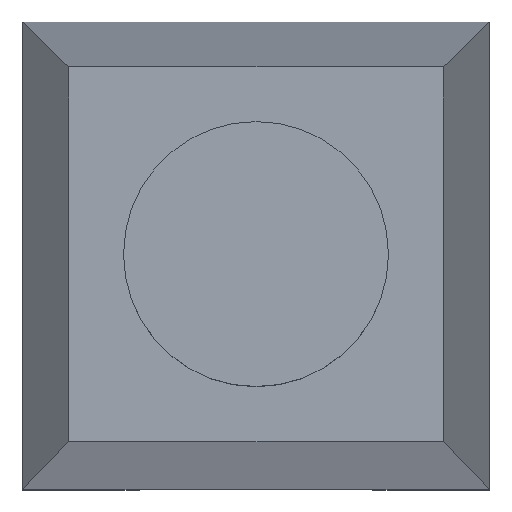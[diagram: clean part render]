
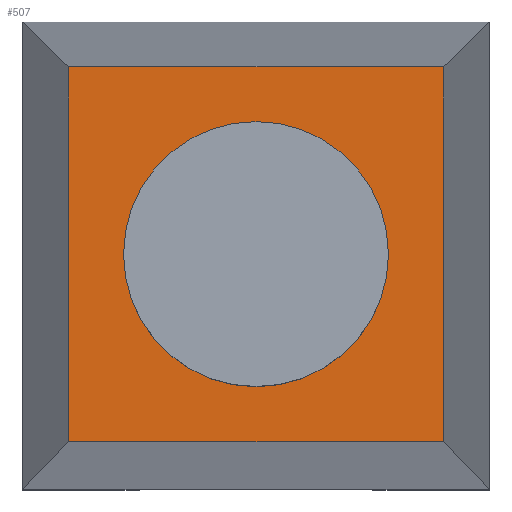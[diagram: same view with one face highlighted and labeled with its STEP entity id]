
A CAD part, top view. The second image highlights one B-rep face of the part: STEP entity #507.
In plain terms, the highlighted planar face has unit normal (0, 0, 1).
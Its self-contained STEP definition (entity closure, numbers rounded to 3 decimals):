
#32 = B_SPLINE_SURFACE_WITH_KNOTS('',1,1,(
    (#33,#34)
    ,(#35,#36
    )),.UNSPECIFIED.,.F.,.F.,.F.,(2,2),(2,2),(0.,0.049),(0.
    ,1.),.PIECEWISE_BEZIER_KNOTS.);
#33 = CARTESIAN_POINT('',(0.025,0.025,
    0.025));
#34 = CARTESIAN_POINT('',(0.02,0.02,
    0.117));
#35 = CARTESIAN_POINT('',(-0.025,0.025,
    0.025));
#36 = CARTESIAN_POINT('',(-0.02,0.02,
    0.117));
#113 = VERTEX_POINT('',#114);
#114 = CARTESIAN_POINT('',(-0.02,0.02,
    0.117));
#127 = B_SPLINE_SURFACE_WITH_KNOTS('',1,1,(
    (#128,#129)
    ,(#130,#131
    )),.UNSPECIFIED.,.F.,.F.,.F.,(2,2),(2,2),(0.,0.049),(0.
    ,1.),.PIECEWISE_BEZIER_KNOTS.);
#128 = CARTESIAN_POINT('',(-0.025,0.025,
    0.025));
#129 = CARTESIAN_POINT('',(-0.02,0.02,
    0.117));
#130 = CARTESIAN_POINT('',(-0.025,-0.025,
    0.025));
#131 = CARTESIAN_POINT('',(-0.02,-0.02,
    0.117));
#139 = EDGE_CURVE('',#140,#113,#142,.T.);
#140 = VERTEX_POINT('',#141);
#141 = CARTESIAN_POINT('',(0.02,0.02,
    0.117));
#142 = SURFACE_CURVE('',#143,(#147,#153),.PCURVE_S1.);
#143 = LINE('',#144,#145);
#144 = CARTESIAN_POINT('',(0.02,0.02,
    0.117));
#145 = VECTOR('',#146,1.);
#146 = DIRECTION('',(-1.,0.,0.));
#147 = PCURVE('',#32,#148);
#148 = DEFINITIONAL_REPRESENTATION('',(#149),#152);
#149 = B_SPLINE_CURVE_WITH_KNOTS('',1,(#150,#151),.UNSPECIFIED.,.F.,.F.,
  (2,2),(0.,0.039),.PIECEWISE_BEZIER_KNOTS.);
#150 = CARTESIAN_POINT('',(0.,1.));
#151 = CARTESIAN_POINT('',(0.049,1.));
#152 = ( GEOMETRIC_REPRESENTATION_CONTEXT(2) 
PARAMETRIC_REPRESENTATION_CONTEXT() REPRESENTATION_CONTEXT('2D SPACE',''
  ) );
#153 = PCURVE('',#154,#159);
#154 = PLANE('',#155);
#155 = AXIS2_PLACEMENT_3D('',#156,#157,#158);
#156 = CARTESIAN_POINT('',(0.02,0.02,
    0.117));
#157 = DIRECTION('',(-0.,0.,-1.));
#158 = DIRECTION('',(-0.707,-0.707,0.));
#159 = DEFINITIONAL_REPRESENTATION('',(#160),#164);
#160 = LINE('',#161,#162);
#161 = CARTESIAN_POINT('',(0.,0.));
#162 = VECTOR('',#163,1.);
#163 = DIRECTION('',(0.707,0.707));
#164 = ( GEOMETRIC_REPRESENTATION_CONTEXT(2) 
PARAMETRIC_REPRESENTATION_CONTEXT() REPRESENTATION_CONTEXT('2D SPACE',''
  ) );
#179 = B_SPLINE_SURFACE_WITH_KNOTS('',1,1,(
    (#180,#181)
    ,(#182,#183
    )),.UNSPECIFIED.,.F.,.F.,.F.,(2,2),(2,2),(0.,0.049),(0.
    ,1.),.PIECEWISE_BEZIER_KNOTS.);
#180 = CARTESIAN_POINT('',(0.025,-0.025,
    0.025));
#181 = CARTESIAN_POINT('',(0.02,-0.02,
    0.117));
#182 = CARTESIAN_POINT('',(0.025,0.025,
    0.025));
#183 = CARTESIAN_POINT('',(0.02,0.02,
    0.117));
#320 = B_SPLINE_SURFACE_WITH_KNOTS('',1,1,(
    (#321,#322)
    ,(#323,#324
    )),.UNSPECIFIED.,.F.,.F.,.F.,(2,2),(2,2),(0.,0.049),(0.
    ,1.),.PIECEWISE_BEZIER_KNOTS.);
#321 = CARTESIAN_POINT('',(-0.025,-0.025,
    0.025));
#322 = CARTESIAN_POINT('',(-0.02,-0.02,
    0.117));
#323 = CARTESIAN_POINT('',(0.025,-0.025,
    0.025));
#324 = CARTESIAN_POINT('',(0.02,-0.02,
    0.117));
#466 = VERTEX_POINT('',#467);
#467 = CARTESIAN_POINT('',(-0.02,-0.02,
    0.117));
#487 = EDGE_CURVE('',#113,#466,#488,.T.);
#488 = SURFACE_CURVE('',#489,(#493,#499),.PCURVE_S1.);
#489 = LINE('',#490,#491);
#490 = CARTESIAN_POINT('',(-0.02,0.02,
    0.117));
#491 = VECTOR('',#492,1.);
#492 = DIRECTION('',(0.,-1.,0.));
#493 = PCURVE('',#127,#494);
#494 = DEFINITIONAL_REPRESENTATION('',(#495),#498);
#495 = B_SPLINE_CURVE_WITH_KNOTS('',1,(#496,#497),.UNSPECIFIED.,.F.,.F.,
  (2,2),(0.,0.039),.PIECEWISE_BEZIER_KNOTS.);
#496 = CARTESIAN_POINT('',(0.,1.));
#497 = CARTESIAN_POINT('',(0.049,1.));
#498 = ( GEOMETRIC_REPRESENTATION_CONTEXT(2) 
PARAMETRIC_REPRESENTATION_CONTEXT() REPRESENTATION_CONTEXT('2D SPACE',''
  ) );
#499 = PCURVE('',#154,#500);
#500 = DEFINITIONAL_REPRESENTATION('',(#501),#505);
#501 = LINE('',#502,#503);
#502 = CARTESIAN_POINT('',(0.028,0.028));
#503 = VECTOR('',#504,1.);
#504 = DIRECTION('',(0.707,-0.707));
#505 = ( GEOMETRIC_REPRESENTATION_CONTEXT(2) 
PARAMETRIC_REPRESENTATION_CONTEXT() REPRESENTATION_CONTEXT('2D SPACE',''
  ) );
#507 = ADVANCED_FACE('',(#508,#554),#154,.F.);
#508 = FACE_BOUND('',#509,.F.);
#509 = EDGE_LOOP('',(#510,#511,#533,#553));
#510 = ORIENTED_EDGE('',*,*,#139,.F.);
#511 = ORIENTED_EDGE('',*,*,#512,.F.);
#512 = EDGE_CURVE('',#513,#140,#515,.T.);
#513 = VERTEX_POINT('',#514);
#514 = CARTESIAN_POINT('',(0.02,-0.02,
    0.117));
#515 = SURFACE_CURVE('',#516,(#520,#527),.PCURVE_S1.);
#516 = LINE('',#517,#518);
#517 = CARTESIAN_POINT('',(0.02,-0.02,
    0.117));
#518 = VECTOR('',#519,1.);
#519 = DIRECTION('',(0.,1.,0.));
#520 = PCURVE('',#154,#521);
#521 = DEFINITIONAL_REPRESENTATION('',(#522),#526);
#522 = LINE('',#523,#524);
#523 = CARTESIAN_POINT('',(0.028,-0.028));
#524 = VECTOR('',#525,1.);
#525 = DIRECTION('',(-0.707,0.707));
#526 = ( GEOMETRIC_REPRESENTATION_CONTEXT(2) 
PARAMETRIC_REPRESENTATION_CONTEXT() REPRESENTATION_CONTEXT('2D SPACE',''
  ) );
#527 = PCURVE('',#179,#528);
#528 = DEFINITIONAL_REPRESENTATION('',(#529),#532);
#529 = B_SPLINE_CURVE_WITH_KNOTS('',1,(#530,#531),.UNSPECIFIED.,.F.,.F.,
  (2,2),(0.,0.039),.PIECEWISE_BEZIER_KNOTS.);
#530 = CARTESIAN_POINT('',(0.,1.));
#531 = CARTESIAN_POINT('',(0.049,1.));
#532 = ( GEOMETRIC_REPRESENTATION_CONTEXT(2) 
PARAMETRIC_REPRESENTATION_CONTEXT() REPRESENTATION_CONTEXT('2D SPACE',''
  ) );
#533 = ORIENTED_EDGE('',*,*,#534,.F.);
#534 = EDGE_CURVE('',#466,#513,#535,.T.);
#535 = SURFACE_CURVE('',#536,(#540,#547),.PCURVE_S1.);
#536 = LINE('',#537,#538);
#537 = CARTESIAN_POINT('',(-0.02,-0.02,
    0.117));
#538 = VECTOR('',#539,1.);
#539 = DIRECTION('',(1.,0.,0.));
#540 = PCURVE('',#154,#541);
#541 = DEFINITIONAL_REPRESENTATION('',(#542),#546);
#542 = LINE('',#543,#544);
#543 = CARTESIAN_POINT('',(0.056,0.));
#544 = VECTOR('',#545,1.);
#545 = DIRECTION('',(-0.707,-0.707));
#546 = ( GEOMETRIC_REPRESENTATION_CONTEXT(2) 
PARAMETRIC_REPRESENTATION_CONTEXT() REPRESENTATION_CONTEXT('2D SPACE',''
  ) );
#547 = PCURVE('',#320,#548);
#548 = DEFINITIONAL_REPRESENTATION('',(#549),#552);
#549 = B_SPLINE_CURVE_WITH_KNOTS('',1,(#550,#551),.UNSPECIFIED.,.F.,.F.,
  (2,2),(0.,0.039),.PIECEWISE_BEZIER_KNOTS.);
#550 = CARTESIAN_POINT('',(0.,1.));
#551 = CARTESIAN_POINT('',(0.049,1.));
#552 = ( GEOMETRIC_REPRESENTATION_CONTEXT(2) 
PARAMETRIC_REPRESENTATION_CONTEXT() REPRESENTATION_CONTEXT('2D SPACE',''
  ) );
#553 = ORIENTED_EDGE('',*,*,#487,.F.);
#554 = FACE_BOUND('',#555,.F.);
#555 = EDGE_LOOP('',(#556));
#556 = ORIENTED_EDGE('',*,*,#557,.T.);
#557 = EDGE_CURVE('',#558,#558,#560,.T.);
#558 = VERTEX_POINT('',#559);
#559 = CARTESIAN_POINT('',(0.014,0.,
    0.117));
#560 = SURFACE_CURVE('',#561,(#566,#577),.PCURVE_S1.);
#561 = CIRCLE('',#562,0.014);
#562 = AXIS2_PLACEMENT_3D('',#563,#564,#565);
#563 = CARTESIAN_POINT('',(0.,0.,0.117));
#564 = DIRECTION('',(0.,0.,1.));
#565 = DIRECTION('',(1.,0.,0.));
#566 = PCURVE('',#154,#567);
#567 = DEFINITIONAL_REPRESENTATION('',(#568),#576);
#568 = ( BOUNDED_CURVE() B_SPLINE_CURVE(2,(#569,#570,#571,#572,#573,#574
,#575),.UNSPECIFIED.,.T.,.F.) B_SPLINE_CURVE_WITH_KNOTS((1,2,2,2,2,1),(
    -2.094,0.,2.094,4.189,6.283,
8.378),.UNSPECIFIED.) CURVE() GEOMETRIC_REPRESENTATION_ITEM() 
RATIONAL_B_SPLINE_CURVE((1.,0.5,1.,0.5,1.,0.5,1.)) REPRESENTATION_ITEM(
  '') );
#569 = CARTESIAN_POINT('',(0.018,-0.01));
#570 = CARTESIAN_POINT('',(0.001,0.007));
#571 = CARTESIAN_POINT('',(0.024,0.013));
#572 = CARTESIAN_POINT('',(0.048,0.02));
#573 = CARTESIAN_POINT('',(0.041,-0.004));
#574 = CARTESIAN_POINT('',(0.035,-0.027));
#575 = CARTESIAN_POINT('',(0.018,-0.01));
#576 = ( GEOMETRIC_REPRESENTATION_CONTEXT(2) 
PARAMETRIC_REPRESENTATION_CONTEXT() REPRESENTATION_CONTEXT('2D SPACE',''
  ) );
#577 = PCURVE('',#578,#583);
#578 = CYLINDRICAL_SURFACE('',#579,0.014);
#579 = AXIS2_PLACEMENT_3D('',#580,#581,#582);
#580 = CARTESIAN_POINT('',(0.,0.,0.117));
#581 = DIRECTION('',(-0.,-0.,-1.));
#582 = DIRECTION('',(1.,0.,0.));
#583 = DEFINITIONAL_REPRESENTATION('',(#584),#588);
#584 = LINE('',#585,#586);
#585 = CARTESIAN_POINT('',(-0.,0.));
#586 = VECTOR('',#587,1.);
#587 = DIRECTION('',(-1.,0.));
#588 = ( GEOMETRIC_REPRESENTATION_CONTEXT(2) 
PARAMETRIC_REPRESENTATION_CONTEXT() REPRESENTATION_CONTEXT('2D SPACE',''
  ) );
